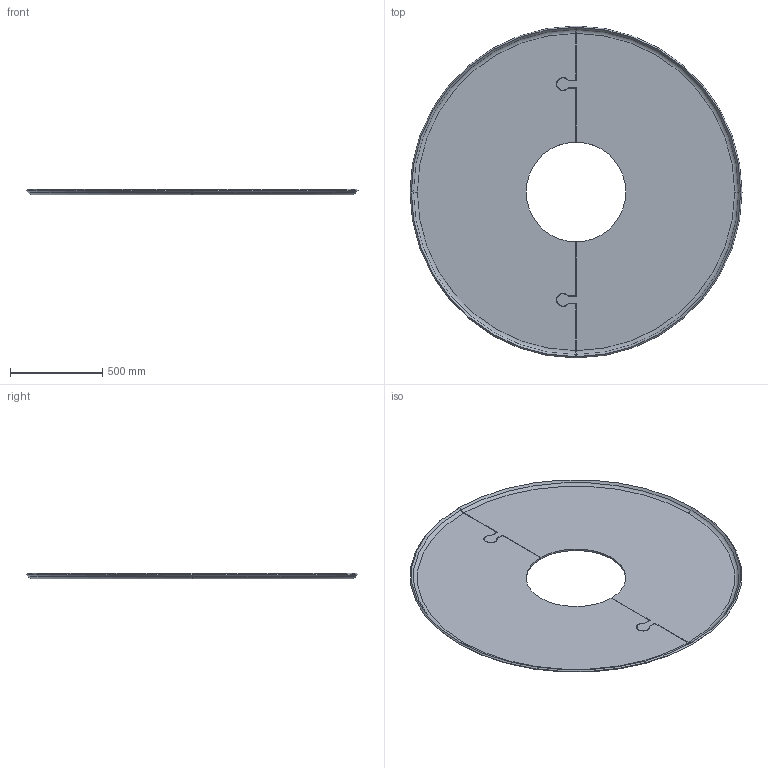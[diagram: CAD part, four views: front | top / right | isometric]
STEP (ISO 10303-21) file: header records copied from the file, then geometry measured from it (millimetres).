
FILE_DESCRIPTION(/* description */ (''),/* implementation_level */ '2;1');
FILE_NAME(/* name */ '16800.050C_3D.stp',/* time_stamp */ '2024-12-12T07:37:54+01:00',/* author */ ('CAD'),/* organization */ (''),/* preprocessor_version */ 'ST-DEVELOPER v20',/* originating_system */ 'AutoCAD Mechanical',/* authorisation */ '');
FILE_SCHEMA (('AUTOMOTIVE_DESIGN { 1 0 10303 214 3 1 1 }'));
Length unit declared in the file: centimetre
Products named in the file (2): Product; *S1
Assembly tree (1 placements, depth 2):
  Product
    *S1
Bounding box: 1800 x 1800 x 30 mm (x, y, z)
Volume: 23318138.4 mm3; surface area: 4770725.7 mm2
Topology: 1 solids, 1 shells, 52 faces, 142 edges, 92 vertices
Faces by surface type: plane 26, cone 12, torus 8, cylinder 6
Entity records: 1769 total; most frequent: CARTESIAN_POINT 397, ORIENTED_EDGE 284, DIRECTION 276, EDGE_CURVE 142, LINE 94, VECTOR 94, VERTEX_POINT 92, AXIS2_PLACEMENT_3D 91
